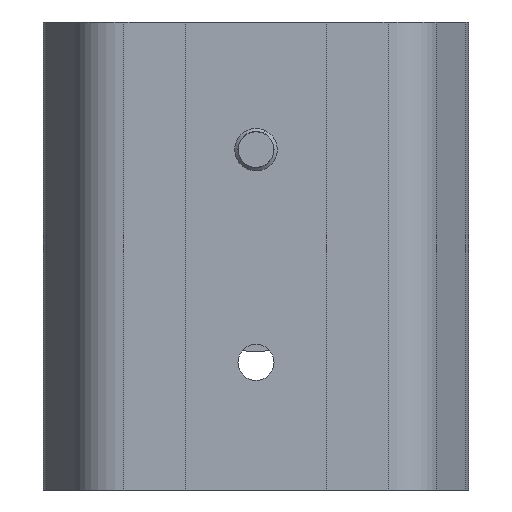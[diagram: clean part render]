
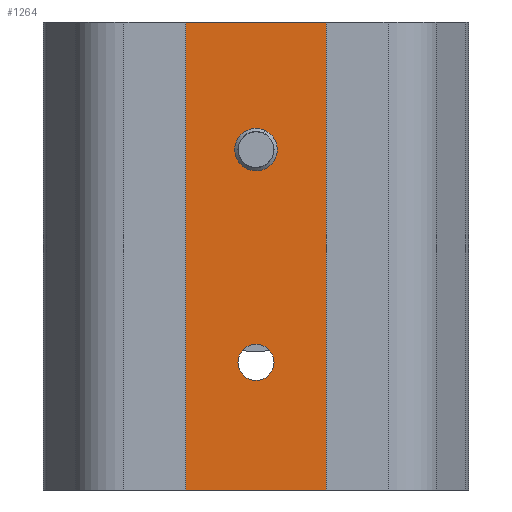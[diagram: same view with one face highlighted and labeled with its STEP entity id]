
A CAD part, front view. The second image highlights one B-rep face of the part: STEP entity #1264.
In plain terms, the highlighted planar face has unit normal (0, -1, 0).
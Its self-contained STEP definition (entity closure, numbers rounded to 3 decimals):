
#139 = VECTOR ( 'NONE', #10840, 1000. ) ;
#652 = CARTESIAN_POINT ( 'NONE',  ( -112.519, 134.329, 268.96 ) ) ;
#791 = CARTESIAN_POINT ( 'NONE',  ( -78.519, 134.329, 184.71 ) ) ;
#1193 = DIRECTION ( 'NONE',  ( 0., 1., 0. ) ) ;
#1244 = CARTESIAN_POINT ( 'NONE',  ( -78.519, 134.329, 294.71 ) ) ;
#1264 = ADVANCED_FACE ( 'NONE', ( #5430, #5055, #8199 ), #10191, .F. ) ;
#1278 = CARTESIAN_POINT ( 'NONE',  ( -146.519, 134.329, 139.71 ) ) ;
#1291 = CARTESIAN_POINT ( 'NONE',  ( -112.519, 134.329, 260.46 ) ) ;
#1303 = CIRCLE ( 'NONE', #11258, 4.25 ) ;
#1352 = EDGE_CURVE ( 'NONE', #2490, #12873, #6483, .T. ) ;
#1709 = DIRECTION ( 'NONE',  ( 0., 1., 0. ) ) ;
#1983 = EDGE_CURVE ( 'NONE', #13541, #12448, #14985, .T. ) ;
#2018 = ORIENTED_EDGE ( 'NONE', *, *, #12314, .F. ) ;
#2276 = AXIS2_PLACEMENT_3D ( 'NONE', #8492, #1709, #8053 ) ;
#2490 = VERTEX_POINT ( 'NONE', #13623 ) ;
#2498 = DIRECTION ( 'NONE',  ( 0., 1., 0. ) ) ;
#2894 = ORIENTED_EDGE ( 'NONE', *, *, #6657, .T. ) ;
#2967 = EDGE_CURVE ( 'NONE', #5627, #9756, #5083, .T. ) ;
#3153 = VECTOR ( 'NONE', #9107, 1000. ) ;
#3316 = DIRECTION ( 'NONE',  ( 0., 1., 0. ) ) ;
#3493 = LINE ( 'NONE', #4052, #12210 ) ;
#3496 = DIRECTION ( 'NONE',  ( 0., 1., 0. ) ) ;
#3497 = EDGE_LOOP ( 'NONE', ( #4834, #11115, #10994, #2018 ) ) ;
#4052 = CARTESIAN_POINT ( 'NONE',  ( -146.519, 134.329, 294.71 ) ) ;
#4157 = EDGE_LOOP ( 'NONE', ( #10331, #11323 ) ) ;
#4507 = AXIS2_PLACEMENT_3D ( 'NONE', #8292, #1193, #9510 ) ;
#4834 = ORIENTED_EDGE ( 'NONE', *, *, #1352, .T. ) ;
#5055 = FACE_BOUND ( 'NONE', #15398, .T. ) ;
#5083 = LINE ( 'NONE', #9851, #11026 ) ;
#5430 = FACE_BOUND ( 'NONE', #4157, .T. ) ;
#5627 = VERTEX_POINT ( 'NONE', #10054 ) ;
#5653 = EDGE_CURVE ( 'NONE', #5627, #12873, #6287, .T. ) ;
#5747 = AXIS2_PLACEMENT_3D ( 'NONE', #11607, #3316, #15087 ) ;
#6287 = LINE ( 'NONE', #791, #3153 ) ;
#6370 = VERTEX_POINT ( 'NONE', #13945 ) ;
#6483 = LINE ( 'NONE', #1278, #139 ) ;
#6587 = AXIS2_PLACEMENT_3D ( 'NONE', #10593, #3496, #11786 ) ;
#6657 = EDGE_CURVE ( 'NONE', #10650, #6370, #1303, .T. ) ;
#6743 = ORIENTED_EDGE ( 'NONE', *, *, #10527, .T. ) ;
#8053 = DIRECTION ( 'NONE',  ( 0., 0., 1. ) ) ;
#8199 = FACE_OUTER_BOUND ( 'NONE', #3497, .T. ) ;
#8292 = CARTESIAN_POINT ( 'NONE',  ( -112.519, 134.329, 214.71 ) ) ;
#8456 = CARTESIAN_POINT ( 'NONE',  ( -112.519, 134.329, 218.96 ) ) ;
#8492 = CARTESIAN_POINT ( 'NONE',  ( -112.519, 134.329, 339.71 ) ) ;
#9107 = DIRECTION ( 'NONE',  ( -1., 0., 0. ) ) ;
#9510 = DIRECTION ( 'NONE',  ( 0., 0., 1. ) ) ;
#9616 = CARTESIAN_POINT ( 'NONE',  ( -112.519, 134.329, 214.71 ) ) ;
#9756 = VERTEX_POINT ( 'NONE', #1244 ) ;
#9851 = CARTESIAN_POINT ( 'NONE',  ( -78.519, 134.329, 339.71 ) ) ;
#10054 = CARTESIAN_POINT ( 'NONE',  ( -78.519, 134.329, 184.71 ) ) ;
#10191 = PLANE ( 'NONE',  #2276 ) ;
#10331 = ORIENTED_EDGE ( 'NONE', *, *, #13393, .T. ) ;
#10527 = EDGE_CURVE ( 'NONE', #6370, #10650, #11861, .T. ) ;
#10593 = CARTESIAN_POINT ( 'NONE',  ( -112.519, 134.329, 264.71 ) ) ;
#10650 = VERTEX_POINT ( 'NONE', #8456 ) ;
#10809 = DIRECTION ( 'NONE',  ( 0., 0., 1. ) ) ;
#10840 = DIRECTION ( 'NONE',  ( 0., 0., -1. ) ) ;
#10994 = ORIENTED_EDGE ( 'NONE', *, *, #2967, .T. ) ;
#11026 = VECTOR ( 'NONE', #13772, 1000. ) ;
#11115 = ORIENTED_EDGE ( 'NONE', *, *, #5653, .F. ) ;
#11258 = AXIS2_PLACEMENT_3D ( 'NONE', #9616, #2498, #10809 ) ;
#11323 = ORIENTED_EDGE ( 'NONE', *, *, #1983, .T. ) ;
#11607 = CARTESIAN_POINT ( 'NONE',  ( -112.519, 134.329, 264.71 ) ) ;
#11786 = DIRECTION ( 'NONE',  ( 0., 0., 1. ) ) ;
#11861 = CIRCLE ( 'NONE', #4507, 4.25 ) ;
#12210 = VECTOR ( 'NONE', #13522, 1000. ) ;
#12314 = EDGE_CURVE ( 'NONE', #2490, #9756, #3493, .T. ) ;
#12448 = VERTEX_POINT ( 'NONE', #652 ) ;
#12873 = VERTEX_POINT ( 'NONE', #13033 ) ;
#13033 = CARTESIAN_POINT ( 'NONE',  ( -146.519, 134.329, 184.71 ) ) ;
#13074 = CIRCLE ( 'NONE', #6587, 4.25 ) ;
#13393 = EDGE_CURVE ( 'NONE', #12448, #13541, #13074, .T. ) ;
#13522 = DIRECTION ( 'NONE',  ( 1., 0., 0. ) ) ;
#13541 = VERTEX_POINT ( 'NONE', #1291 ) ;
#13623 = CARTESIAN_POINT ( 'NONE',  ( -146.519, 134.329, 294.71 ) ) ;
#13772 = DIRECTION ( 'NONE',  ( 0., 0., 1. ) ) ;
#13945 = CARTESIAN_POINT ( 'NONE',  ( -112.519, 134.329, 210.46 ) ) ;
#14985 = CIRCLE ( 'NONE', #5747, 4.25 ) ;
#15087 = DIRECTION ( 'NONE',  ( 0., 0., 1. ) ) ;
#15398 = EDGE_LOOP ( 'NONE', ( #2894, #6743 ) ) ;
